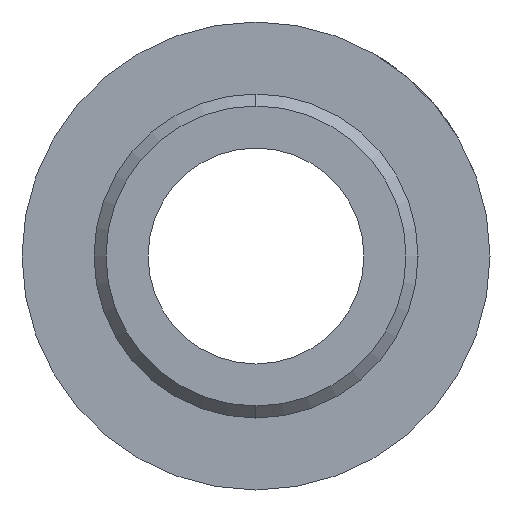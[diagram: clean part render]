
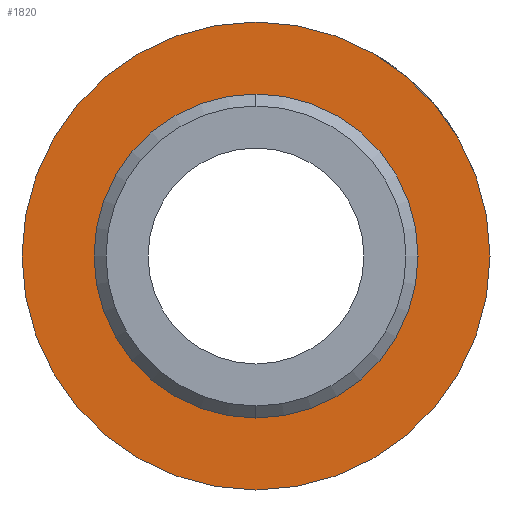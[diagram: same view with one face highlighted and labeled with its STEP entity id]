
A CAD part, left-side view. The second image highlights one B-rep face of the part: STEP entity #1820.
In plain terms, the highlighted planar face has unit normal (-1, 0, 0).
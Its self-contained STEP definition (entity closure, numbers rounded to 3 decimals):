
#63 = CARTESIAN_POINT ( 'NONE',  ( 15., 0., 0. ) ) ;
#68 = ORIENTED_EDGE ( 'NONE', *, *, #2933, .T. ) ;
#112 = DIRECTION ( 'NONE',  ( 0., 0., 1. ) ) ;
#213 = CIRCLE ( 'NONE', #908, 6.75 ) ;
#304 = FACE_OUTER_BOUND ( 'NONE', #549, .T. ) ;
#421 = EDGE_CURVE ( 'NONE', #4530, #3237, #5045, .T. ) ;
#549 = EDGE_LOOP ( 'NONE', ( #68, #3397 ) ) ;
#708 = DIRECTION ( 'NONE',  ( 0., 0., 1. ) ) ;
#763 = DIRECTION ( 'NONE',  ( -1., 0., 0. ) ) ;
#908 = AXIS2_PLACEMENT_3D ( 'NONE', #2263, #1085, #1522 ) ;
#1085 = DIRECTION ( 'NONE',  ( -1., 0., 0. ) ) ;
#1288 = EDGE_CURVE ( 'NONE', #3237, #4530, #213, .T. ) ;
#1522 = DIRECTION ( 'NONE',  ( 0., 0., 1. ) ) ;
#1820 = ADVANCED_FACE ( 'NONE', ( #304, #2968 ), #2113, .T. ) ;
#2027 = DIRECTION ( 'NONE',  ( -1., 0., 0. ) ) ;
#2113 = PLANE ( 'NONE',  #3372 ) ;
#2117 = EDGE_CURVE ( 'NONE', #3154, #3946, #4954, .T. ) ;
#2263 = CARTESIAN_POINT ( 'NONE',  ( 15., 0., 0. ) ) ;
#2327 = AXIS2_PLACEMENT_3D ( 'NONE', #3651, #4568, #708 ) ;
#2704 = ORIENTED_EDGE ( 'NONE', *, *, #1288, .F. ) ;
#2933 = EDGE_CURVE ( 'NONE', #3946, #3154, #5410, .T. ) ;
#2947 = EDGE_LOOP ( 'NONE', ( #2704, #3507 ) ) ;
#2968 = FACE_BOUND ( 'NONE', #2947, .T. ) ;
#3029 = AXIS2_PLACEMENT_3D ( 'NONE', #4064, #763, #5333 ) ;
#3154 = VERTEX_POINT ( 'NONE', #4577 ) ;
#3237 = VERTEX_POINT ( 'NONE', #5072 ) ;
#3282 = AXIS2_PLACEMENT_3D ( 'NONE', #5388, #2027, #4068 ) ;
#3372 = AXIS2_PLACEMENT_3D ( 'NONE', #63, #5090, #112 ) ;
#3397 = ORIENTED_EDGE ( 'NONE', *, *, #2117, .T. ) ;
#3507 = ORIENTED_EDGE ( 'NONE', *, *, #421, .F. ) ;
#3651 = CARTESIAN_POINT ( 'NONE',  ( 15., 0., 0. ) ) ;
#3884 = CARTESIAN_POINT ( 'NONE',  ( 15., 0., 9.75 ) ) ;
#3946 = VERTEX_POINT ( 'NONE', #3884 ) ;
#4064 = CARTESIAN_POINT ( 'NONE',  ( 15., 0., 0. ) ) ;
#4068 = DIRECTION ( 'NONE',  ( 0., 0., 1. ) ) ;
#4530 = VERTEX_POINT ( 'NONE', #5370 ) ;
#4568 = DIRECTION ( 'NONE',  ( -1., 0., 0. ) ) ;
#4577 = CARTESIAN_POINT ( 'NONE',  ( 15., 0., -9.75 ) ) ;
#4954 = CIRCLE ( 'NONE', #3282, 9.75 ) ;
#5045 = CIRCLE ( 'NONE', #3029, 6.75 ) ;
#5072 = CARTESIAN_POINT ( 'NONE',  ( 15., 0., 6.75 ) ) ;
#5090 = DIRECTION ( 'NONE',  ( -1., 0., 0. ) ) ;
#5333 = DIRECTION ( 'NONE',  ( 0., 0., 1. ) ) ;
#5370 = CARTESIAN_POINT ( 'NONE',  ( 15., 0., -6.75 ) ) ;
#5388 = CARTESIAN_POINT ( 'NONE',  ( 15., 0., 0. ) ) ;
#5410 = CIRCLE ( 'NONE', #2327, 9.75 ) ;
